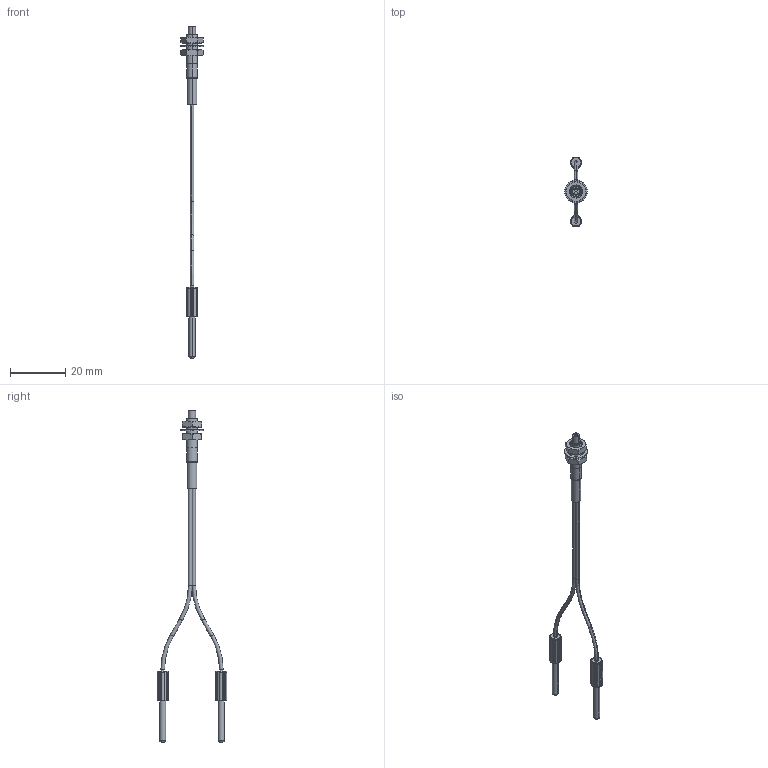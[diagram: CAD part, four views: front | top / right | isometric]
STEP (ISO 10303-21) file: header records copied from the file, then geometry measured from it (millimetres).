
FILE_DESCRIPTION((''),'2;1');
FILE_NAME('CAD2370_SW0001','2016-08-23T',('cmozuch'),(''),'PRO/ENGINEER BY PARAMETRIC TECHNOLOGY CORPORATION, 2015440','PRO/ENGINEER BY PARAMETRIC TECHNOLOGY CORPORATION, 2015440','');
FILE_SCHEMA(('CONFIG_CONTROL_DESIGN'));
Length unit declared in the file: millimetre
Products named in the file (1): CAD2370_SW0001
Bounding box: 8.3 x 25.31 x 120.62 mm (x, y, z)
Volume: 1020.5 mm3; surface area: 1744.6 mm2
Topology: 2 solids, 2 shells, 387 faces, 967 edges, 597 vertices
Faces by surface type: cylinder 159, bspline 96, plane 58, torus 38, cone 36
Entity records: 22438 total; most frequent: CARTESIAN_POINT 11344, ORIENTED_EDGE 1934, DIRECTION 1481, EDGE_CURVE 967, AXIS2_PLACEMENT_3D 606, VERTEX_POINT 597, EDGE_LOOP 402, FACE_OUTER_BOUND 387
